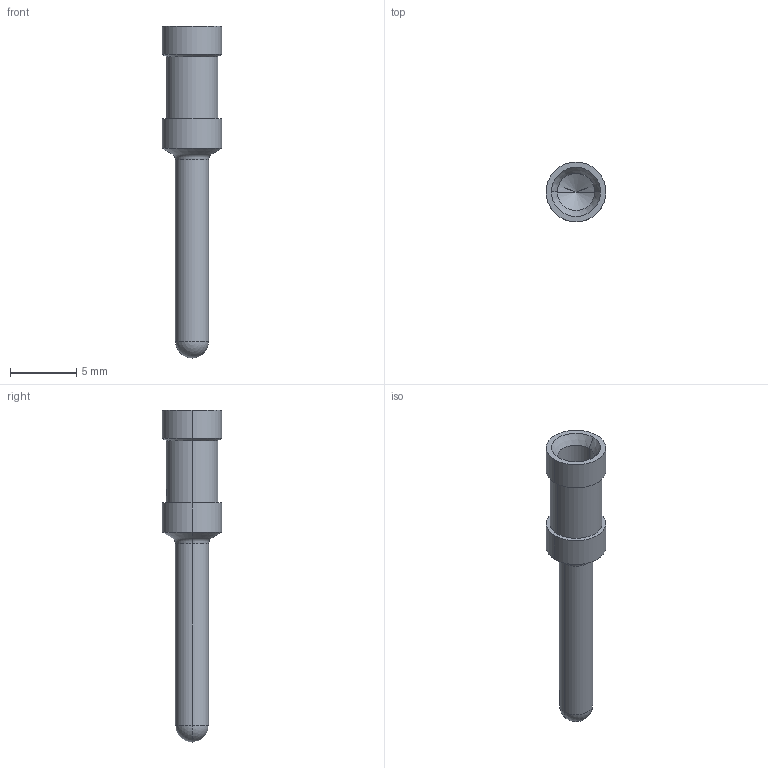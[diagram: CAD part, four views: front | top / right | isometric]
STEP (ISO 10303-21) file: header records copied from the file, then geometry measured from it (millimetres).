
FILE_DESCRIPTION (( 'STEP AP203' ), '1' );
FILE_NAME ('14106864.step', '2025-03-19T11:46:52', ( '' ), ( '' ), 'SwSTEP 2.0', 'SolidWorks 2024', '' );
FILE_SCHEMA (( 'CONFIG_CONTROL_DESIGN' ));
Length unit declared in the file: millimetre
Products named in the file (1): 14106864
Bounding box: 4.5 x 4.5 x 25 mm (x, y, z)
Volume: 156 mm3; surface area: 340.2 mm2
Topology: 1 solids, 1 shells, 26 faces, 58 edges, 32 vertices
Faces by surface type: cylinder 12, cone 8, sphere 2, torus 2, plane 2
Entity records: 781 total; most frequent: CARTESIAN_POINT 145, DIRECTION 130, ORIENTED_EDGE 104, AXIS2_PLACEMENT_3D 55, EDGE_CURVE 52, EDGE_LOOP 30, VERTEX_POINT 30, CIRCLE 28
